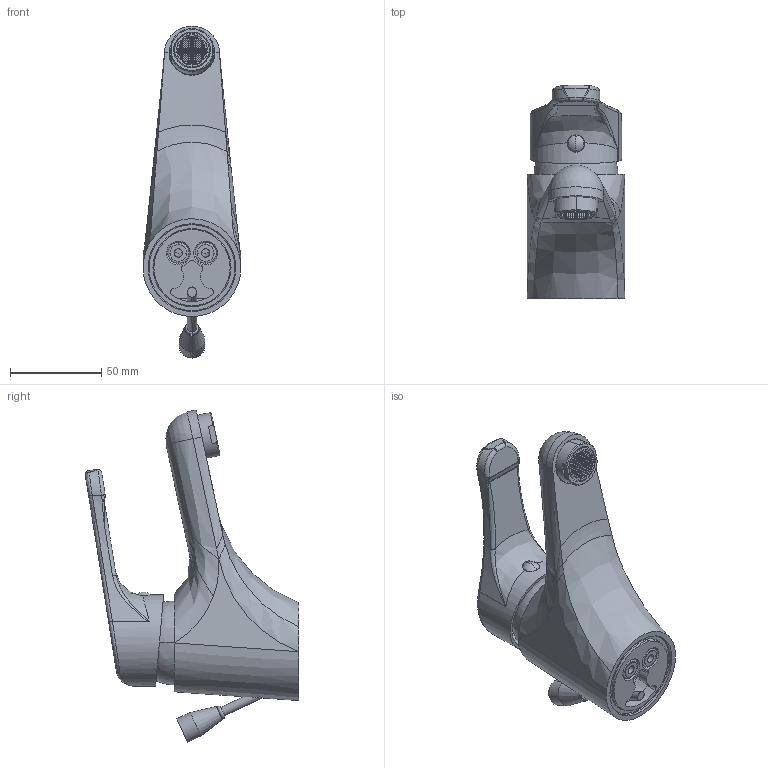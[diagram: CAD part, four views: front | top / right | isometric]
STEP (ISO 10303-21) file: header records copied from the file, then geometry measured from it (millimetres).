
FILE_DESCRIPTION((''),'2;1');
FILE_NAME('NT075CR','2021-04-12T11:29:06',('ut3'),('PAFFONI SpA'),'CREO PARAMETRIC BY PTC INC, 2020044','CREO PARAMETRIC BY PTC INC, 2020044','');
FILE_SCHEMA(('CONFIG_CONTROL_DESIGN','SHAPE_APPEARANCE_LAYERS_GROUPS'));
Products named in the file (1): NT075CR
Bounding box: 53.5 x 116.74 x 181.6 mm (x, y, z)
Volume: 172734.8 mm3; surface area: 100699.4 mm2
Topology: 3 solids, 3 shells, 2759 faces, 7941 edges, 5142 vertices
Faces by surface type: plane 1994, cylinder 419, torus 158, bspline 91, cone 65, sphere 28, extrusion 4
Entity records: 114561 total; most frequent: CARTESIAN_POINT 30792, ORIENTED_EDGE 15830, DIRECTION 14808, EDGE_CURVE 7915, VERTEX_POINT 5142, VECTOR 5024, LINE 5020, AXIS2_PLACEMENT_3D 4892
